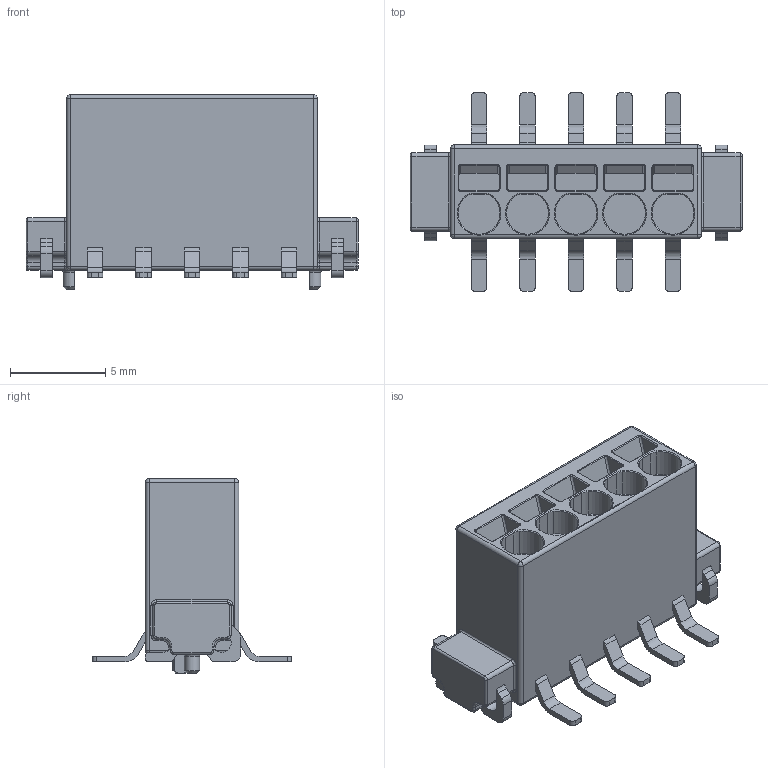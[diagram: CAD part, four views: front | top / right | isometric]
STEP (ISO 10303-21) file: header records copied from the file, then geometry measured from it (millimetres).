
FILE_DESCRIPTION(/* description */ (''),/* implementation_level */ '2;1');
FILE_NAME(/* name */ '100548419ugm000_b.stp',/* time_stamp */ '2014-06-10T11:55:37+02:00',/* author */ (''),/* organization */ (''),/* preprocessor_version */ 'ST-DEVELOPER v15',/* originating_system */ 'SIEMENS PLM Software NX 8.5',/* authorisation */ '');
FILE_SCHEMA (('AUTOMOTIVE_DESIGN { 1 0 10303 214 3 1 1 1 }'));
Length unit declared in the file: millimetre
Products named in the file (1): 100548419ugm000_b
Bounding box: 17.39 x 10.42 x 10.2 mm (x, y, z)
Volume: 598.9 mm3; surface area: 691.6 mm2
Topology: 1 solids, 1 shells, 451 faces, 1237 edges, 887 vertices
Faces by surface type: plane 196, cylinder 173, cone 27, bspline 24, torus 23, sphere 8
Entity records: 17862 total; most frequent: CARTESIAN_POINT 2902, DIRECTION 2472, ORIENTED_EDGE 2304, EDGE_CURVE 1152, AXIS2_PLACEMENT_3D 872, LINE 728, VECTOR 728, VERTEX_POINT 715
